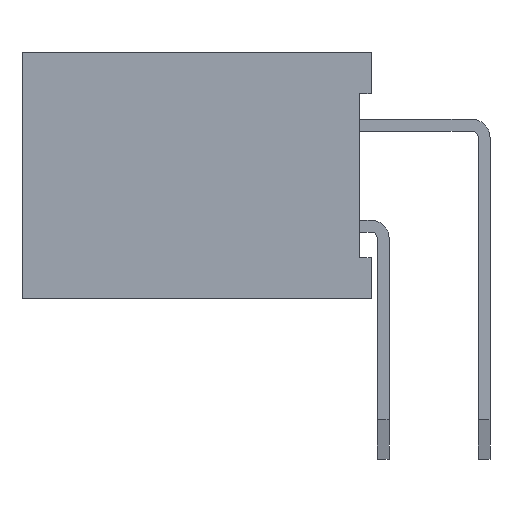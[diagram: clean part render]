
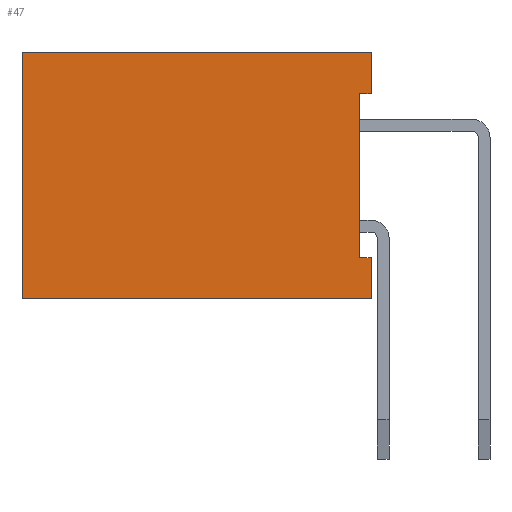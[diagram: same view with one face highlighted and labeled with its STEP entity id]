
A CAD part, front view. The second image highlights one B-rep face of the part: STEP entity #47.
In plain terms, the highlighted planar face has unit normal (0, -1, 0).
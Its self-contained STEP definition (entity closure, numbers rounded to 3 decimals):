
#21=EDGE_CURVE('',#22,#24,#26,.T.);
#22=VERTEX_POINT('',#23);
#23=CARTESIAN_POINT('',(-1.42,-28.75,3.1));
#24=VERTEX_POINT('',#25);
#25=CARTESIAN_POINT('',(-5.82,-28.75,3.1));
#26=LINE('',#23,#27);
#27=VECTOR('',#28,1.);
#28=DIRECTION('',(-1.,0.,0.));
#35=DIRECTION('',(0.,1.,0.));
#47=ADVANCED_FACE('',(#48),#85,.F.);
#48=FACE_BOUND('',#49,.F.);
#49=EDGE_LOOP('',(#50,#59,#64,#67,#68,#72,#77,#82));
#50=ORIENTED_EDGE('',*,*,#51,.F.);
#51=EDGE_CURVE('',#52,#54,#56,.T.);
#52=VERTEX_POINT('',#53);
#53=CARTESIAN_POINT('',(-1.42,-28.75,0.));
#54=VERTEX_POINT('',#55);
#55=CARTESIAN_POINT('',(-1.42,-28.75,0.517));
#56=LINE('',#53,#57);
#57=VECTOR('',#58,1.);
#58=DIRECTION('',(0.,0.,1.));
#59=ORIENTED_EDGE('',*,*,#60,.T.);
#60=EDGE_CURVE('',#52,#61,#63,.T.);
#61=VERTEX_POINT('',#62);
#62=CARTESIAN_POINT('',(-5.82,-28.75,0.));
#63=LINE('',#53,#27);
#64=ORIENTED_EDGE('',*,*,#65,.T.);
#65=EDGE_CURVE('',#61,#24,#66,.T.);
#66=LINE('',#62,#57);
#67=ORIENTED_EDGE('',*,*,#21,.F.);
#68=ORIENTED_EDGE('',*,*,#69,.F.);
#69=EDGE_CURVE('',#70,#22,#56,.T.);
#70=VERTEX_POINT('',#71);
#71=CARTESIAN_POINT('',(-1.42,-28.75,2.583));
#72=ORIENTED_EDGE('',*,*,#73,.T.);
#73=EDGE_CURVE('',#70,#74,#76,.T.);
#74=VERTEX_POINT('',#75);
#75=CARTESIAN_POINT('',(-1.57,-28.75,2.583));
#76=LINE('',#71,#27);
#77=ORIENTED_EDGE('',*,*,#78,.F.);
#78=EDGE_CURVE('',#79,#74,#81,.T.);
#79=VERTEX_POINT('',#80);
#80=CARTESIAN_POINT('',(-1.57,-28.75,0.517));
#81=LINE('',#80,#57);
#82=ORIENTED_EDGE('',*,*,#83,.F.);
#83=EDGE_CURVE('',#54,#79,#84,.T.);
#84=LINE('',#55,#27);
#85=PLANE('',#86);
#86=AXIS2_PLACEMENT_3D('',#53,#35,#58);
